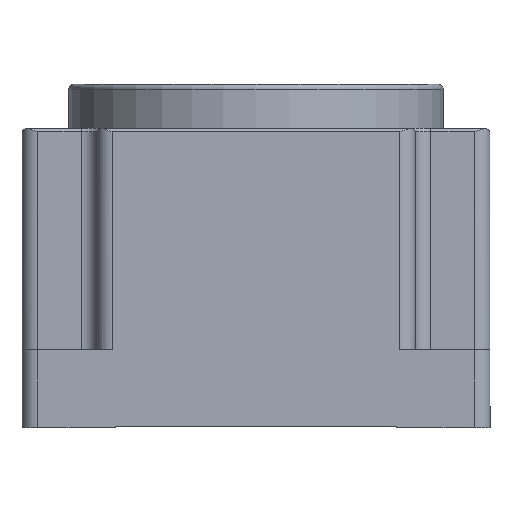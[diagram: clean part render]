
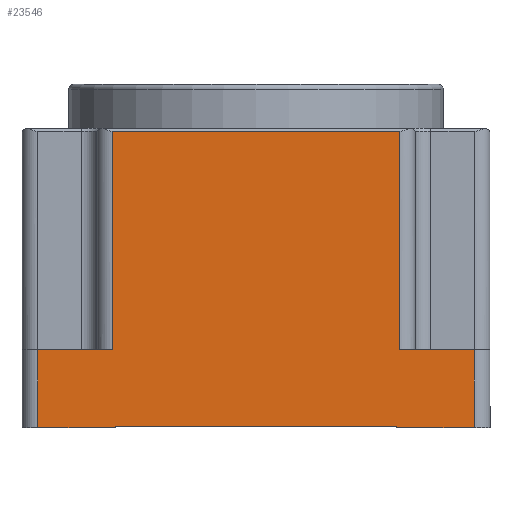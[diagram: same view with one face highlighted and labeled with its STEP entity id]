
A CAD part, left-side view. The second image highlights one B-rep face of the part: STEP entity #23546.
In plain terms, the highlighted planar face has unit normal (-1, 0, 0).
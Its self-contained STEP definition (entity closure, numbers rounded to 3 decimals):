
#675 = VECTOR ( 'NONE', #34875, 1000. ) ;
#2011 = VERTEX_POINT ( 'NONE', #29499 ) ;
#2946 = EDGE_CURVE ( 'NONE', #20592, #2011, #15609, .T. ) ;
#3133 = VECTOR ( 'NONE', #38494, 1000. ) ;
#3606 = ORIENTED_EDGE ( 'NONE', *, *, #32254, .T. ) ;
#3833 = EDGE_CURVE ( 'NONE', #38361, #16821, #36799, .T. ) ;
#3899 = CARTESIAN_POINT ( 'NONE',  ( -75., -46., 25. ) ) ;
#4517 = EDGE_CURVE ( 'NONE', #38361, #20592, #23123, .T. ) ;
#4895 = ORIENTED_EDGE ( 'NONE', *, *, #23484, .F. ) ;
#6638 = EDGE_CURVE ( 'NONE', #15626, #29719, #23854, .T. ) ;
#6816 = CARTESIAN_POINT ( 'NONE',  ( -75., -45., 0. ) ) ;
#8130 = EDGE_CURVE ( 'NONE', #36944, #29289, #34317, .T. ) ;
#8677 = VERTEX_POINT ( 'NONE', #21491 ) ;
#9331 = VECTOR ( 'NONE', #18916, 1000. ) ;
#9526 = EDGE_CURVE ( 'NONE', #2011, #29289, #38580, .T. ) ;
#9802 = EDGE_CURVE ( 'NONE', #10832, #16821, #34995, .T. ) ;
#10485 = ORIENTED_EDGE ( 'NONE', *, *, #6638, .T. ) ;
#10832 = VERTEX_POINT ( 'NONE', #17107 ) ;
#11332 = CARTESIAN_POINT ( 'NONE',  ( -75., 45., 0. ) ) ;
#12291 = AXIS2_PLACEMENT_3D ( 'NONE', #18266, #18198, #18154 ) ;
#12727 = CARTESIAN_POINT ( 'NONE',  ( -75., 46., 25. ) ) ;
#13443 = ORIENTED_EDGE ( 'NONE', *, *, #27315, .T. ) ;
#13938 = DIRECTION ( 'NONE',  ( 0., 0., -1. ) ) ;
#13964 = CARTESIAN_POINT ( 'NONE',  ( -75., 45., 0.5 ) ) ;
#13974 = LINE ( 'NONE', #13964, #19073 ) ;
#14271 = ORIENTED_EDGE ( 'NONE', *, *, #26413, .F. ) ;
#15513 = DIRECTION ( 'NONE',  ( 0., 1., 0. ) ) ;
#15518 = CARTESIAN_POINT ( 'NONE',  ( -75., 51., 95. ) ) ;
#15609 = LINE ( 'NONE', #15518, #33620 ) ;
#15626 = VERTEX_POINT ( 'NONE', #19482 ) ;
#16821 = VERTEX_POINT ( 'NONE', #34934 ) ;
#16883 = VECTOR ( 'NONE', #23806, 1000. ) ;
#17107 = CARTESIAN_POINT ( 'NONE',  ( -75., -70., 0. ) ) ;
#17156 = VECTOR ( 'NONE', #38804, 1000. ) ;
#18088 = ORIENTED_EDGE ( 'NONE', *, *, #8130, .F. ) ;
#18154 = DIRECTION ( 'NONE',  ( 0., 0., -1. ) ) ;
#18198 = DIRECTION ( 'NONE',  ( 1., 0., 0. ) ) ;
#18266 = CARTESIAN_POINT ( 'NONE',  ( -75., -75., 96. ) ) ;
#18306 = PLANE ( 'NONE',  #12291 ) ;
#18312 = FACE_OUTER_BOUND ( 'NONE', #37598, .T. ) ;
#18328 = CARTESIAN_POINT ( 'NONE',  ( -75., -46., 95. ) ) ;
#18399 = ORIENTED_EDGE ( 'NONE', *, *, #37383, .T. ) ;
#18523 = DIRECTION ( 'NONE',  ( 0., 0., -1. ) ) ;
#18538 = CARTESIAN_POINT ( 'NONE',  ( -75., 70., 96. ) ) ;
#18722 = LINE ( 'NONE', #18538, #34072 ) ;
#18916 = DIRECTION ( 'NONE',  ( 0., 1., 0. ) ) ;
#18962 = CARTESIAN_POINT ( 'NONE',  ( -75., -45., 0.5 ) ) ;
#18966 = LINE ( 'NONE', #18962, #9331 ) ;
#19073 = VECTOR ( 'NONE', #13938, 1000. ) ;
#19482 = CARTESIAN_POINT ( 'NONE',  ( -75., -45., 0.5 ) ) ;
#19838 = DIRECTION ( 'NONE',  ( 0., -1., 0. ) ) ;
#19871 = CARTESIAN_POINT ( 'NONE',  ( -75., -75., 0. ) ) ;
#19883 = LINE ( 'NONE', #19871, #36275 ) ;
#20081 = VECTOR ( 'NONE', #36751, 1000. ) ;
#20592 = VERTEX_POINT ( 'NONE', #18328 ) ;
#21491 = CARTESIAN_POINT ( 'NONE',  ( -75., 45., 0.5 ) ) ;
#22087 = ORIENTED_EDGE ( 'NONE', *, *, #3833, .F. ) ;
#23078 = DIRECTION ( 'NONE',  ( 0., 0., 1. ) ) ;
#23087 = CARTESIAN_POINT ( 'NONE',  ( -75., -46., 96. ) ) ;
#23123 = LINE ( 'NONE', #23087, #38620 ) ;
#23484 = EDGE_CURVE ( 'NONE', #15626, #8677, #18966, .T. ) ;
#23546 = ADVANCED_FACE ( 'NONE', ( #18312 ), #18306, .F. ) ;
#23666 = CARTESIAN_POINT ( 'NONE',  ( -75., 70., 25. ) ) ;
#23806 = DIRECTION ( 'NONE',  ( 0., 0., -1. ) ) ;
#23813 = CARTESIAN_POINT ( 'NONE',  ( -75., -45., 0.5 ) ) ;
#23854 = LINE ( 'NONE', #23813, #16883 ) ;
#23893 = CARTESIAN_POINT ( 'NONE',  ( -75., 70., 0. ) ) ;
#26413 = EDGE_CURVE ( 'NONE', #8677, #26606, #13974, .T. ) ;
#26606 = VERTEX_POINT ( 'NONE', #11332 ) ;
#27315 = EDGE_CURVE ( 'NONE', #28423, #26606, #38849, .T. ) ;
#28423 = VERTEX_POINT ( 'NONE', #23893 ) ;
#29289 = VERTEX_POINT ( 'NONE', #12727 ) ;
#29499 = CARTESIAN_POINT ( 'NONE',  ( -75., 46., 95. ) ) ;
#29566 = ORIENTED_EDGE ( 'NONE', *, *, #4517, .T. ) ;
#29719 = VERTEX_POINT ( 'NONE', #6816 ) ;
#30612 = ORIENTED_EDGE ( 'NONE', *, *, #9526, .T. ) ;
#30792 = ORIENTED_EDGE ( 'NONE', *, *, #9802, .T. ) ;
#31819 = VECTOR ( 'NONE', #34283, 1000. ) ;
#32254 = EDGE_CURVE ( 'NONE', #29719, #10832, #19883, .T. ) ;
#33339 = ORIENTED_EDGE ( 'NONE', *, *, #2946, .T. ) ;
#33620 = VECTOR ( 'NONE', #15513, 1000. ) ;
#34072 = VECTOR ( 'NONE', #18523, 1000. ) ;
#34283 = DIRECTION ( 'NONE',  ( 0., -1., 0. ) ) ;
#34290 = CARTESIAN_POINT ( 'NONE',  ( -75., -75., 25. ) ) ;
#34317 = LINE ( 'NONE', #34290, #31819 ) ;
#34875 = DIRECTION ( 'NONE',  ( 0., 0., 1. ) ) ;
#34934 = CARTESIAN_POINT ( 'NONE',  ( -75., -70., 25. ) ) ;
#34976 = CARTESIAN_POINT ( 'NONE',  ( -75., -70., 96. ) ) ;
#34995 = LINE ( 'NONE', #34976, #675 ) ;
#36275 = VECTOR ( 'NONE', #19838, 1000. ) ;
#36751 = DIRECTION ( 'NONE',  ( 0., -1., 0. ) ) ;
#36760 = CARTESIAN_POINT ( 'NONE',  ( -75., -75., 25. ) ) ;
#36799 = LINE ( 'NONE', #36760, #20081 ) ;
#36944 = VERTEX_POINT ( 'NONE', #23666 ) ;
#37383 = EDGE_CURVE ( 'NONE', #36944, #28423, #18722, .T. ) ;
#37598 = EDGE_LOOP ( 'NONE', ( #4895, #10485, #3606, #30792, #22087, #29566, #33339, #30612, #18088, #18399, #13443, #14271 ) ) ;
#38361 = VERTEX_POINT ( 'NONE', #3899 ) ;
#38494 = DIRECTION ( 'NONE',  ( 0., 0., -1. ) ) ;
#38537 = CARTESIAN_POINT ( 'NONE',  ( -75., 46., 96. ) ) ;
#38580 = LINE ( 'NONE', #38537, #3133 ) ;
#38620 = VECTOR ( 'NONE', #23078, 1000. ) ;
#38804 = DIRECTION ( 'NONE',  ( 0., -1., 0. ) ) ;
#38808 = CARTESIAN_POINT ( 'NONE',  ( -75., -75., 0. ) ) ;
#38849 = LINE ( 'NONE', #38808, #17156 ) ;
